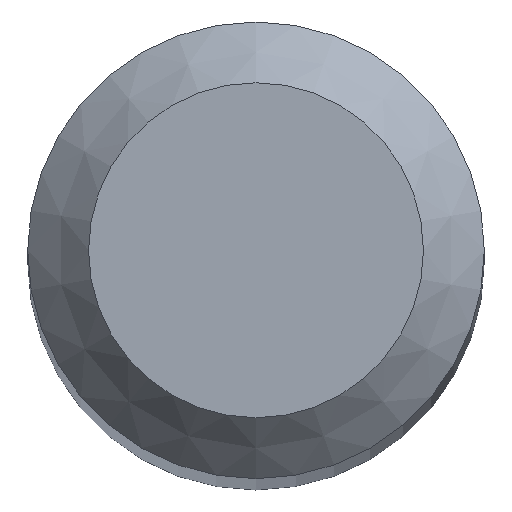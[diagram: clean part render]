
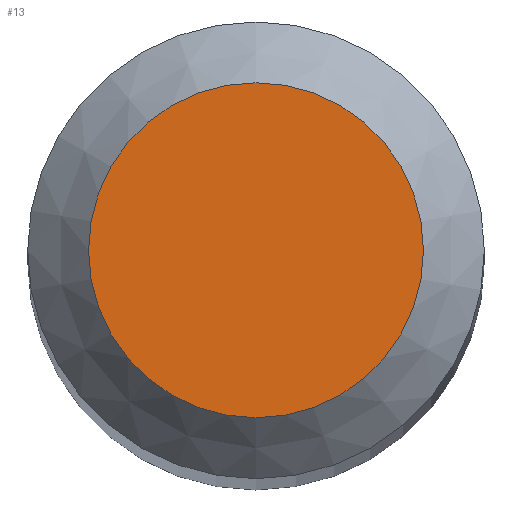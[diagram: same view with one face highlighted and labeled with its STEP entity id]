
A CAD part, top view. The second image highlights one B-rep face of the part: STEP entity #13.
In plain terms, the highlighted planar face has unit normal (0, 0, 1).
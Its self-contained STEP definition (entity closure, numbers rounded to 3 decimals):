
#13 = ADVANCED_FACE ( 'NONE', ( #97 ), #68, .F. ) ;
#37 = DIRECTION ( 'NONE',  ( 0., 0., -1. ) ) ;
#56 = ORIENTED_EDGE ( 'NONE', *, *, #111, .F. ) ;
#57 = AXIS2_PLACEMENT_3D ( 'NONE', #179, #37, #75 ) ;
#68 = PLANE ( 'NONE',  #57 ) ;
#72 = CIRCLE ( 'NONE', #160, 1.1 ) ;
#75 = DIRECTION ( 'NONE',  ( 0., 1., 0. ) ) ;
#97 = FACE_OUTER_BOUND ( 'NONE', #216, .T. ) ;
#103 = DIRECTION ( 'NONE',  ( 0., 0., -1. ) ) ;
#106 = CARTESIAN_POINT ( 'NONE',  ( 0., 0., 62. ) ) ;
#111 = EDGE_CURVE ( 'NONE', #133, #133, #72, .T. ) ;
#133 = VERTEX_POINT ( 'NONE', #171 ) ;
#160 = AXIS2_PLACEMENT_3D ( 'NONE', #106, #103, #245 ) ;
#171 = CARTESIAN_POINT ( 'NONE',  ( 0., 1.1, 62. ) ) ;
#179 = CARTESIAN_POINT ( 'NONE',  ( 0., 0., 62. ) ) ;
#216 = EDGE_LOOP ( 'NONE', ( #56 ) ) ;
#245 = DIRECTION ( 'NONE',  ( 0., 1., 0. ) ) ;
